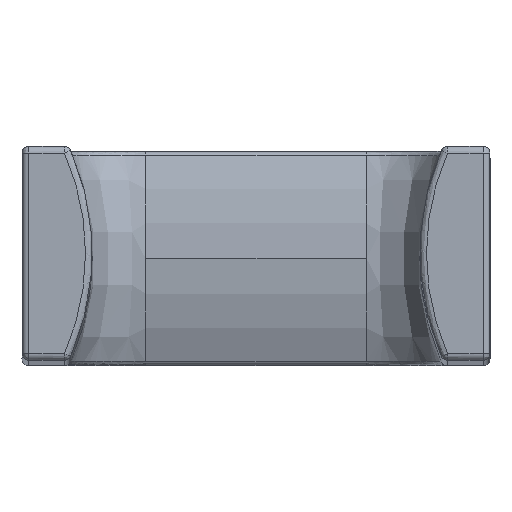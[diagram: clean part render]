
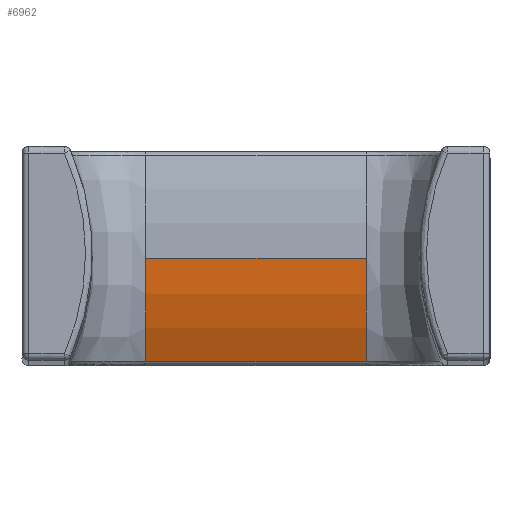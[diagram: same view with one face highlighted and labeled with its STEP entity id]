
A CAD part, top view. The second image highlights one B-rep face of the part: STEP entity #6962.
In plain terms, the highlighted cylindrical face has radius 38.321 mm (diameter 76.643 mm), a partial arc.
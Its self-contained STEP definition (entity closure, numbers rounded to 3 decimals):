
#40 = DIRECTION ( 'NONE',  ( -1., 0., 0. ) ) ;
#251 = AXIS2_PLACEMENT_3D ( 'NONE', #1519, #7914, #4682 ) ;
#457 = CARTESIAN_POINT ( 'NONE',  ( 2277.974, -10.5, -16. ) ) ;
#758 = EDGE_LOOP ( 'NONE', ( #4931, #2063, #5482, #5579 ) ) ;
#1519 = CARTESIAN_POINT ( 'NONE',  ( 2261.456, 27.821, -16. ) ) ;
#2063 = ORIENTED_EDGE ( 'NONE', *, *, #3978, .T. ) ;
#2232 = VERTEX_POINT ( 'NONE', #5112 ) ;
#2556 = CARTESIAN_POINT ( 'NONE',  ( 2277.974, -9.141, -26.454 ) ) ;
#2753 = CARTESIAN_POINT ( 'NONE',  ( 2244.938, -10.5, -16. ) ) ;
#3158 = CARTESIAN_POINT ( 'NONE',  ( 2244.938, -10.5, -16. ) ) ;
#3501 = CARTESIAN_POINT ( 'NONE',  ( 2244.938, -8.33, -28.983 ) ) ;
#3722 = CARTESIAN_POINT ( 'NONE',  ( 2277.974, -8.33, -28.983 ) ) ;
#3859 = CARTESIAN_POINT ( 'NONE',  ( 2261.456, -10.5, -16. ) ) ;
#3978 = EDGE_CURVE ( 'NONE', #2232, #4082, #6396, .T. ) ;
#4082 = VERTEX_POINT ( 'NONE', #3158 ) ;
#4256 = VECTOR ( 'NONE', #6378, 1000. ) ;
#4517 = CARTESIAN_POINT ( 'NONE',  ( 2261.456, -7.269, -31.402 ) ) ;
#4567 = LINE ( 'NONE', #4517, #4256 ) ;
#4615 = VERTEX_POINT ( 'NONE', #8125 ) ;
#4682 = DIRECTION ( 'NONE',  ( 0., -1., 0. ) ) ;
#4725 = CYLINDRICAL_SURFACE ( 'NONE', #251, 38.321 ) ;
#4764 = FACE_OUTER_BOUND ( 'NONE', #758, .T. ) ;
#4897 = CARTESIAN_POINT ( 'NONE',  ( 2244.938, -10.226, -21.283 ) ) ;
#4931 = ORIENTED_EDGE ( 'NONE', *, *, #7364, .T. ) ;
#5051 = B_SPLINE_CURVE_WITH_KNOTS ( 'NONE', 3,
 ( #6287, #3722, #2556, #7689, #6885, #457 ),
 .UNSPECIFIED., .F., .F.,
 ( 4, 2, 4 ),
 ( 0., 0.25, 0.5 ),
 .UNSPECIFIED. ) ;
#5112 = CARTESIAN_POINT ( 'NONE',  ( 2277.974, -10.5, -16. ) ) ;
#5333 = CARTESIAN_POINT ( 'NONE',  ( 2244.938, -10.5, -18.642 ) ) ;
#5378 = VERTEX_POINT ( 'NONE', #5477 ) ;
#5477 = CARTESIAN_POINT ( 'NONE',  ( 2277.974, -7.269, -31.402 ) ) ;
#5482 = ORIENTED_EDGE ( 'NONE', *, *, #8356, .T. ) ;
#5579 = ORIENTED_EDGE ( 'NONE', *, *, #5663, .T. ) ;
#5635 = VECTOR ( 'NONE', #40, 1000. ) ;
#5663 = EDGE_CURVE ( 'NONE', #4615, #5378, #4567, .T. ) ;
#6064 = CARTESIAN_POINT ( 'NONE',  ( 2244.938, -9.141, -26.454 ) ) ;
#6287 = CARTESIAN_POINT ( 'NONE',  ( 2277.974, -7.269, -31.402 ) ) ;
#6378 = DIRECTION ( 'NONE',  ( 1., 0., 0. ) ) ;
#6396 = LINE ( 'NONE', #3859, #5635 ) ;
#6885 = CARTESIAN_POINT ( 'NONE',  ( 2277.974, -10.5, -18.642 ) ) ;
#6962 = ADVANCED_FACE ( 'NONE', ( #4764 ), #4725, .T. ) ;
#7364 = EDGE_CURVE ( 'NONE', #5378, #2232, #5051, .T. ) ;
#7414 = CARTESIAN_POINT ( 'NONE',  ( 2244.938, -7.269, -31.402 ) ) ;
#7689 = CARTESIAN_POINT ( 'NONE',  ( 2277.974, -10.226, -21.283 ) ) ;
#7914 = DIRECTION ( 'NONE',  ( -1., 0., 0. ) ) ;
#8125 = CARTESIAN_POINT ( 'NONE',  ( 2244.938, -7.269, -31.402 ) ) ;
#8280 = B_SPLINE_CURVE_WITH_KNOTS ( 'NONE', 3,
 ( #2753, #5333, #4897, #6064, #3501, #7414 ),
 .UNSPECIFIED., .F., .F.,
 ( 4, 2, 4 ),
 ( 0.5, 0.75, 1. ),
 .UNSPECIFIED. ) ;
#8356 = EDGE_CURVE ( 'NONE', #4082, #4615, #8280, .T. ) ;
